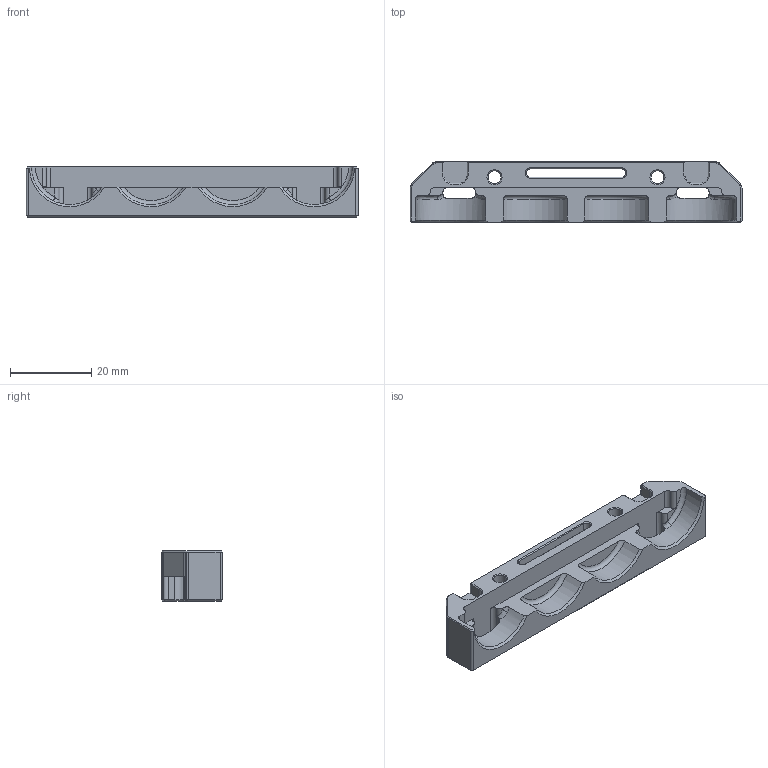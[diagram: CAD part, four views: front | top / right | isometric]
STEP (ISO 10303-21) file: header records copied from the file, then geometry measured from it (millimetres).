
FILE_DESCRIPTION(/* description */ (''),/* implementation_level */ '2;1');
FILE_NAME(/* name */ 'bac EPS Bay v55.step',/* time_stamp */ '2024-10-04T16:24:10+02:00',/* author */ (''),/* organization */ (''),/* preprocessor_version */ 'ST-DEVELOPER v20',/* originating_system */ 'Autodesk Translation Framework v13.20.0.188',/* authorisation */ '');
FILE_SCHEMA (('AUTOMOTIVE_DESIGN { 1 0 10303 214 3 1 1 }'));
Length unit declared in the file: millimetre
Products named in the file (3): bac EPS Bay; EPS Bay; Insert
Assembly tree (2 placements, depth 3):
  bac EPS Bay
    EPS Bay
      Insert
Bounding box: 81.5 x 14.8 x 12.28 mm (x, y, z)
Volume: 7093.2 mm3; surface area: 5269.6 mm2
Topology: 1 solids, 1 shells, 251 faces, 633 edges, 382 vertices
Faces by surface type: plane 111, cone 66, cylinder 62, bspline 6, torus 6
Full cylindrical faces by diameter (mm): 3.2 x2
Entity records: 7929 total; most frequent: CARTESIAN_POINT 1817, DIRECTION 1281, ORIENTED_EDGE 1266, EDGE_CURVE 633, AXIS2_PLACEMENT_3D 452, VERTEX_POINT 382, LINE 377, VECTOR 377
